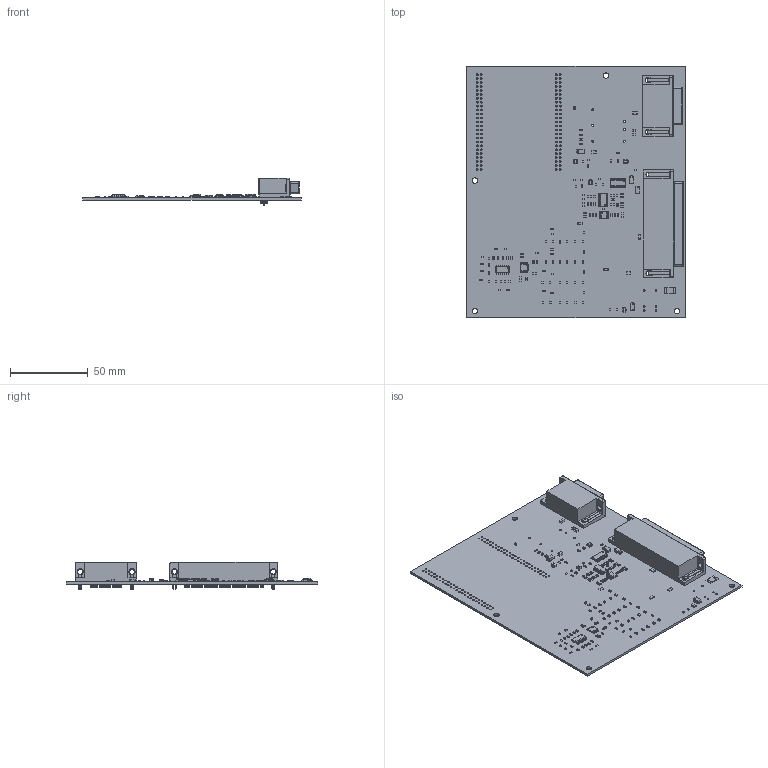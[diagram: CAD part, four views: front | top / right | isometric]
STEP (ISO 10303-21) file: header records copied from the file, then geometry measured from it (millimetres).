
FILE_DESCRIPTION(('KiCad electronic assembly'),'2;1');
FILE_NAME('BMS_PCB.step','2025-05-04T20:06:52',('Pcbnew'),('Kicad'), 'Open CASCADE STEP processor 7.8','KiCad to STEP converter','Unknown' );
FILE_SCHEMA(('AUTOMOTIVE_DESIGN { 1 0 10303 214 1 1 1 1 }'));
Length unit declared in the file: millimetre
Products named in the file (18): BMS_PCB 1; R_0603_1608Metric; C_1206_3216Metric; C_0603_1608Metric; SOT-23-5; SOT-23-6; C_0805_2012Metric; DSUB-37_Socket_Horizontal_P2.77x2.84mm_EdgePinOffset14.56mm_Housed_
MountingHolesOffset15.98mm; R_1206_3216Metric; SOIC-16_3.9x9.9mm_P1.27mm; D_SMA; DSUB-15_Socket_Horizontal_P2.77x2.84mm_EdgePinOffset14.56mm_Housed_
MountingHolesOffset15.98mm; SOIC-14_3.9x8.7mm_P1.27mm; SOIC-8_3.9x4.9mm_P1.27mm; SOT-23-3; TSSOP-14_4.4x5mm_P0.65mm; R_2816_7142Metric; BMS_PCB_PCB
Assembly tree (145 placements, depth 2):
  BMS_PCB 1
    R_0603_1608Metric  x66
    C_1206_3216Metric  x2
    C_0603_1608Metric  x54
    SOT-23-5  x2
    SOT-23-6
    C_0805_2012Metric  x2
    DSUB-37_Socket_Horizontal_P2.77x2.84mm_EdgePinOffset14.56mm_Housed_
MountingHolesOffset15.98mm
    R_1206_3216Metric  x4
    SOIC-16_3.9x9.9mm_P1.27mm
    D_SMA  x4
    DSUB-15_Socket_Horizontal_P2.77x2.84mm_EdgePinOffset14.56mm_Housed_
MountingHolesOffset15.98mm
    SOIC-14_3.9x8.7mm_P1.27mm  x2
    SOIC-8_3.9x4.9mm_P1.27mm
    SOT-23-3
    TSSOP-14_4.4x5mm_P0.65mm
    R_2816_7142Metric
    BMS_PCB_PCB
Bounding box: 140.15 x 161.66 x 17.9 mm (x, y, z)
Volume: 60451.5 mm3; surface area: 59843 mm2
Topology: 145 solids, 145 shells, 5921 faces, 15290 edges, 9841 vertices
Faces by surface type: plane 3472, cylinder 1971, bspline 330, torus 72, cone 68, revolution 8
Full cylindrical faces by diameter (mm): 0.5 x1, 0.6 x4, 0.64 x52, 0.853 x52, 0.991 x6, 1 x52, 1.016 x100, 1.2 x6, 3.2 x8, 3.5 x4, 4 x4
Entity records: 82650 total; most frequent: CARTESIAN_POINT 12882, ORIENTED_EDGE 10924, DIRECTION 10873, EDGE_CURVE 5462, LINE 3647, VECTOR 3647, AXIS2_PLACEMENT_3D 3609, VERTEX_POINT 3429
